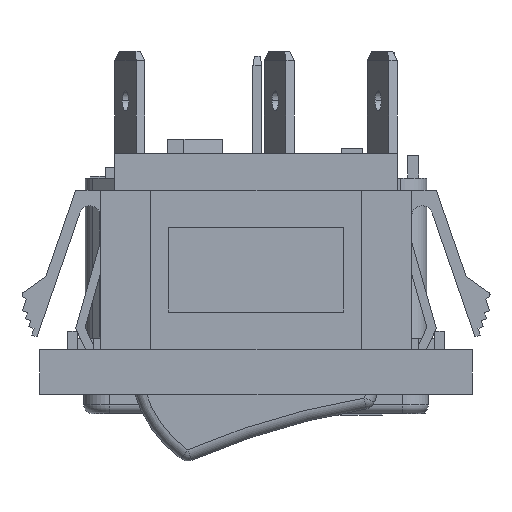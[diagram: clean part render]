
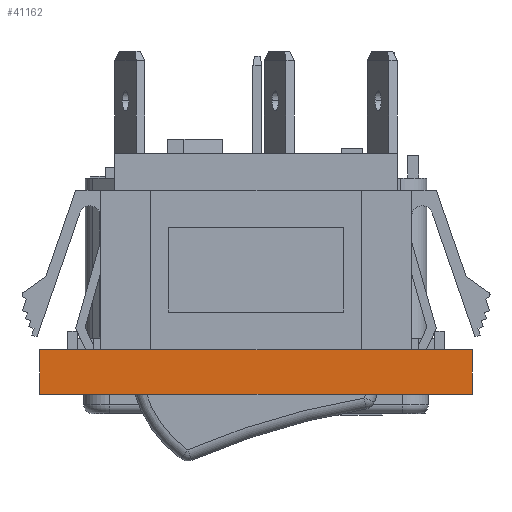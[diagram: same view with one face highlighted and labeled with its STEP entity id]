
A CAD part, front view. The second image highlights one B-rep face of the part: STEP entity #41162.
In plain terms, the highlighted planar face has unit normal (0, -1, -0.009).
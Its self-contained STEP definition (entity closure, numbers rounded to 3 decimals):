
#1408 = EDGE_CURVE ( 'NONE', #19810, #22521, #39602, .T. ) ;
#1446 = DIRECTION ( 'NONE',  ( -0.009, 0.009, -1. ) ) ;
#1638 = CARTESIAN_POINT ( 'NONE',  ( 19.525, -31.335, -4.06 ) ) ;
#2325 = VECTOR ( 'NONE', #47609, 1000. ) ;
#4406 = VECTOR ( 'NONE', #10860, 1000. ) ;
#6336 = ORIENTED_EDGE ( 'NONE', *, *, #1408, .T. ) ;
#8555 = DIRECTION ( 'NONE',  ( -1., 0., 0. ) ) ;
#9134 = EDGE_CURVE ( 'NONE', #38682, #28033, #45039, .T. ) ;
#9938 = CARTESIAN_POINT ( 'NONE',  ( 19.56, -31.37, 0. ) ) ;
#10860 = DIRECTION ( 'NONE',  ( 0.009, 0.009, -1. ) ) ;
#11348 = EDGE_CURVE ( 'NONE', #19810, #38682, #18192, .T. ) ;
#17043 = PLANE ( 'NONE',  #36054 ) ;
#17104 = ORIENTED_EDGE ( 'NONE', *, *, #9134, .F. ) ;
#17286 = VECTOR ( 'NONE', #8555, 1000. ) ;
#18192 = LINE ( 'NONE', #9938, #52201 ) ;
#19810 = VERTEX_POINT ( 'NONE', #29006 ) ;
#21340 = EDGE_CURVE ( 'NONE', #22521, #28033, #31101, .T. ) ;
#22521 = VERTEX_POINT ( 'NONE', #39632 ) ;
#27220 = EDGE_LOOP ( 'NONE', ( #50302, #17104, #48413, #6336 ) ) ;
#27991 = DIRECTION ( 'NONE',  ( 0., 0.009, -1. ) ) ;
#28033 = VERTEX_POINT ( 'NONE', #35813 ) ;
#29006 = CARTESIAN_POINT ( 'NONE',  ( 19.56, -31.37, 0. ) ) ;
#31101 = LINE ( 'NONE', #47344, #4406 ) ;
#33289 = CARTESIAN_POINT ( 'NONE',  ( 21.536, -31.37, 0. ) ) ;
#35813 = CARTESIAN_POINT ( 'NONE',  ( -19.525, -31.335, -4.06 ) ) ;
#36054 = AXIS2_PLACEMENT_3D ( 'NONE', #33289, #49537, #27991 ) ;
#36153 = CARTESIAN_POINT ( 'NONE',  ( 19.56, -31.37, 0. ) ) ;
#36761 = CARTESIAN_POINT ( 'NONE',  ( 19.525, -31.335, -4.06 ) ) ;
#38682 = VERTEX_POINT ( 'NONE', #36761 ) ;
#39602 = LINE ( 'NONE', #36153, #2325 ) ;
#39632 = CARTESIAN_POINT ( 'NONE',  ( -19.56, -31.37, 0. ) ) ;
#41162 = ADVANCED_FACE ( 'NONE', ( #44755 ), #17043, .T. ) ;
#44755 = FACE_OUTER_BOUND ( 'NONE', #27220, .T. ) ;
#45039 = LINE ( 'NONE', #1638, #17286 ) ;
#47344 = CARTESIAN_POINT ( 'NONE',  ( -19.56, -31.37, 0. ) ) ;
#47609 = DIRECTION ( 'NONE',  ( -1., 0., 0. ) ) ;
#48413 = ORIENTED_EDGE ( 'NONE', *, *, #11348, .F. ) ;
#49537 = DIRECTION ( 'NONE',  ( 0., -1., -0.009 ) ) ;
#50302 = ORIENTED_EDGE ( 'NONE', *, *, #21340, .T. ) ;
#52201 = VECTOR ( 'NONE', #1446, 1000. ) ;
